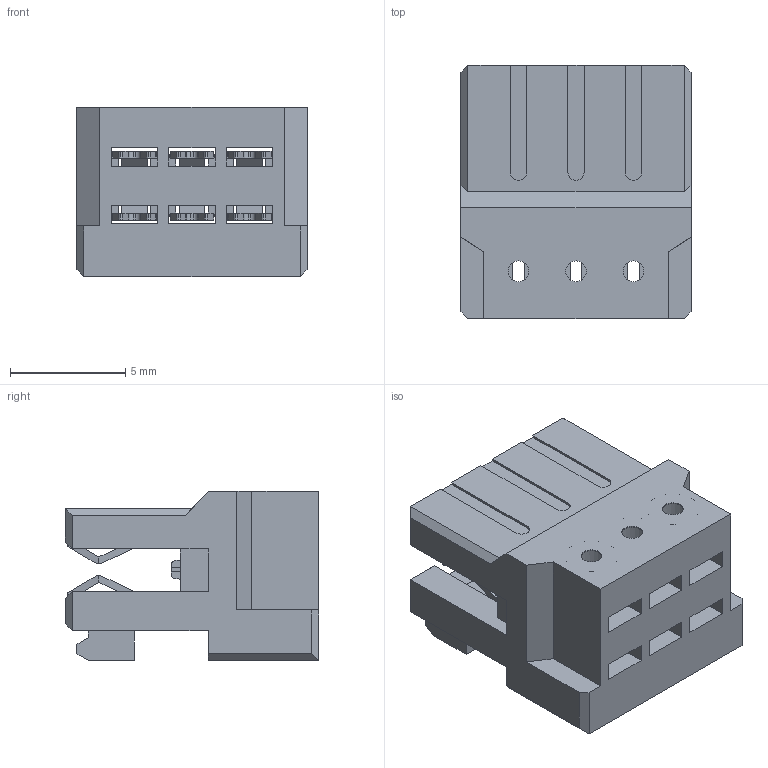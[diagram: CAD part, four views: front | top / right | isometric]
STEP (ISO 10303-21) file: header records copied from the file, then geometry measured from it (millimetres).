
FILE_DESCRIPTION(/* description */ ('Unknown'),/* implementation_level */ '2;1');
FILE_NAME(/* name */ 'J_Wurth_WR-RAST_667101230103',/* time_stamp */ '2025-09-01T11:19:27+08:00',/* author */ ('Unknown'),/* organization */ ('Unknown'),/* preprocessor_version */ 'ST-DEVELOPER v19.4',/* originating_system */ 'Solid Edge',/* authorisation */ 'Unknown');
FILE_SCHEMA (('AUTOMOTIVE_DESIGN {1 0 10303 214 3 1 1}'));
Length unit declared in the file: millimetre
Products named in the file (2): J_Wurth_WR-RAST_667101230103
Assembly tree (1 placements, depth 2):
  J_Wurth_WR-RAST_667101230103
    J_Wurth_WR-RAST_667101230103
Bounding box: 10 x 11 x 7.35 mm (x, y, z)
Volume: 387.1 mm3; surface area: 1165.8 mm2
Topology: 1 solids, 1 shells, 591 faces, 1751 edges, 1148 vertices
Faces by surface type: plane 414, cylinder 177
Full cylindrical faces by diameter (mm): 0.9 x3, 2.3 x3
Entity records: 23925 total; most frequent: ORIENTED_EDGE 3490, CARTESIAN_POINT 3486, DIRECTION 3337, EDGE_CURVE 1745, LINE 1339, VECTOR 1339, VERTEX_POINT 1148, AXIS2_PLACEMENT_3D 999
